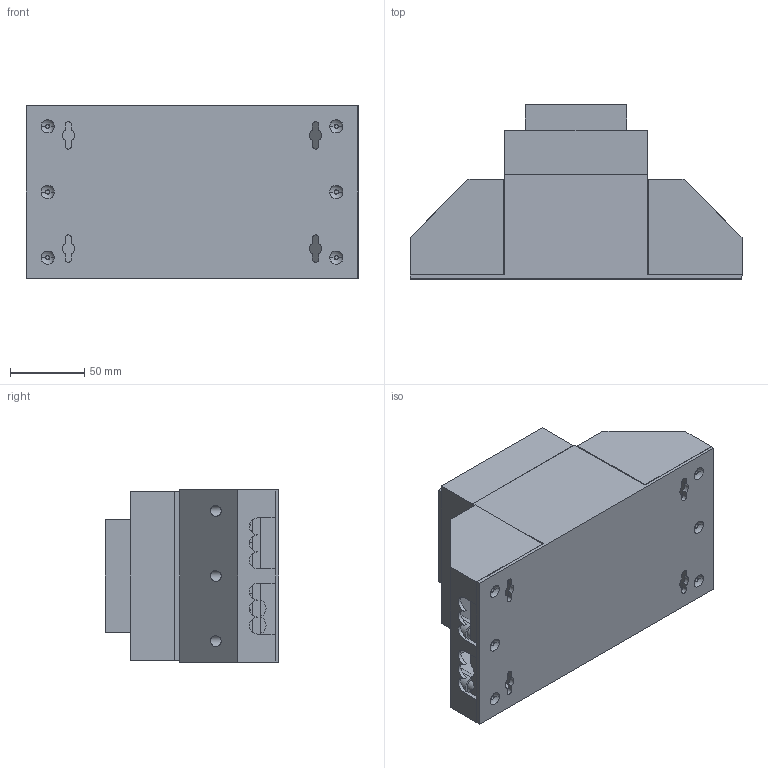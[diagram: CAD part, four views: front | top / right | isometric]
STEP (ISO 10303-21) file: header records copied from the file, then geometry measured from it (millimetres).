
FILE_DESCRIPTION (( 'STEP AP214' ), '1' );
FILE_NAME ('527673.STEP', '2022-10-10T07:36:30', ( '' ), ( '' ), 'SwSTEP 2.0', 'SolidWorks 2018', '' );
FILE_SCHEMA (( 'AUTOMOTIVE_DESIGN' ));
Length unit declared in the file: millimetre
Products named in the file (1): 527673
Bounding box: 224.28 x 117.5 x 116.7 mm (x, y, z)
Volume: 1470977.5 mm3; surface area: 210577.7 mm2
Topology: 1 solids, 1 shells, 520 faces, 1397 edges, 924 vertices
Faces by surface type: plane 322, cylinder 174, sphere 12, torus 12
Entity records: 16387 total; most frequent: CARTESIAN_POINT 2914, DIRECTION 2831, ORIENTED_EDGE 2794, EDGE_CURVE 1397, VECTOR 957, LINE 957, AXIS2_PLACEMENT_3D 937, VERTEX_POINT 924
